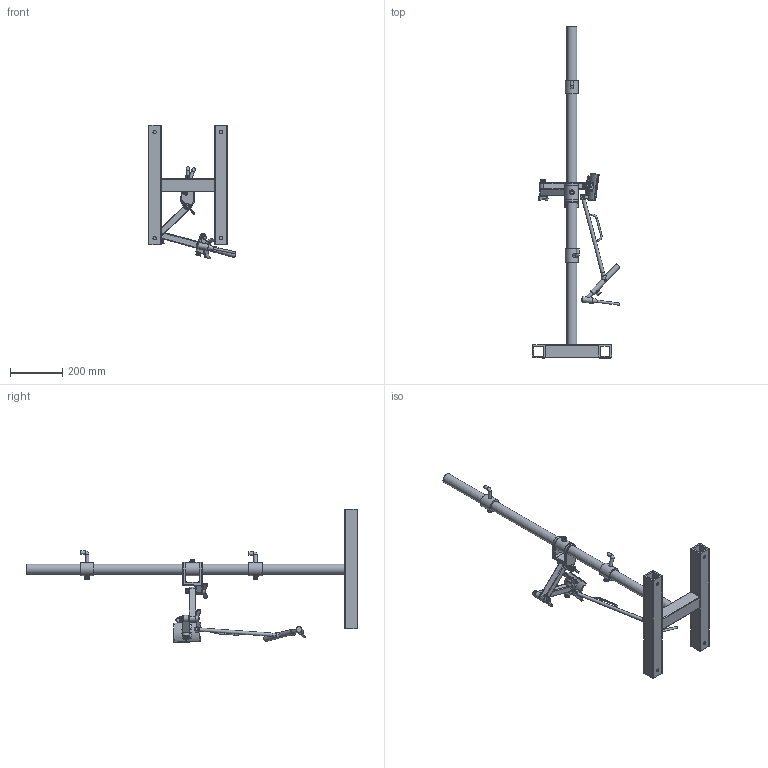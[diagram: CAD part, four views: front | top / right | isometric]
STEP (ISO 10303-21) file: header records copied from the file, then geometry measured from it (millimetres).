
FILE_DESCRIPTION(/* description */ (''),/* implementation_level */ '2;1');
FILE_NAME(/* name */ 'WeldAid.step',/* time_stamp */ '2023-09-13T22:27:21-05:00',/* author */ (''),/* organization */ (''),/* preprocessor_version */ 'ST-DEVELOPER v20',/* originating_system */ 'Autodesk Translation Framework v12.9.0.99',/* authorisation */ '');
FILE_SCHEMA (('AUTOMOTIVE_DESIGN { 1 0 10303 214 3 1 1 }'));
Products named in the file (17): Assembly; 1; 2; 3; 4; 5; 6; 7; 9; 10; 11; 8; 12; 1" x 2" x 8" Tube; 1" x 2" x 18" Tube; 13; 14
Assembly tree (24 placements, depth 3):
  Assembly
    1
    2
    3
    4
    5
    6
    7  x3
    8  x3
    9  x3
    10
    11  x2
    12
      1" x 2" x 18" Tube  x2
      1" x 2" x 8" Tube
    13
    14
Bounding box: 336.69 x 1270 x 509.74 mm (x, y, z)
Volume: 2326844.5 mm3; surface area: 903365.3 mm2
Topology: 29 solids, 29 shells, 2080 faces, 5334 edges, 3328 vertices
Faces by surface type: cylinder 979, plane 907, cone 76, torus 61, bspline 55, sphere 2
Full cylindrical faces by diameter (mm): 3.15 x3, 6.35 x3, 7.6 x2, 8.636 x1, 9.294 x6, 9.312 x5, 10.162 x126, 10.211 x2, 10.571 x3, 11.113 x6, 11.43 x1, 12.065 x1, 12.7 x142, 15.24 x1, 19.05 x7, 19.812 x1, 21.844 x1, 33.274 x1, 38.1 x6, 50.8 x3
Entity records: 45046 total; most frequent: CARTESIAN_POINT 24090, ORIENTED_EDGE 4454, DIRECTION 4088, EDGE_CURVE 2227, AXIS2_PLACEMENT_3D 1598, VERTEX_POINT 1393, EDGE_LOOP 938, LINE 892
